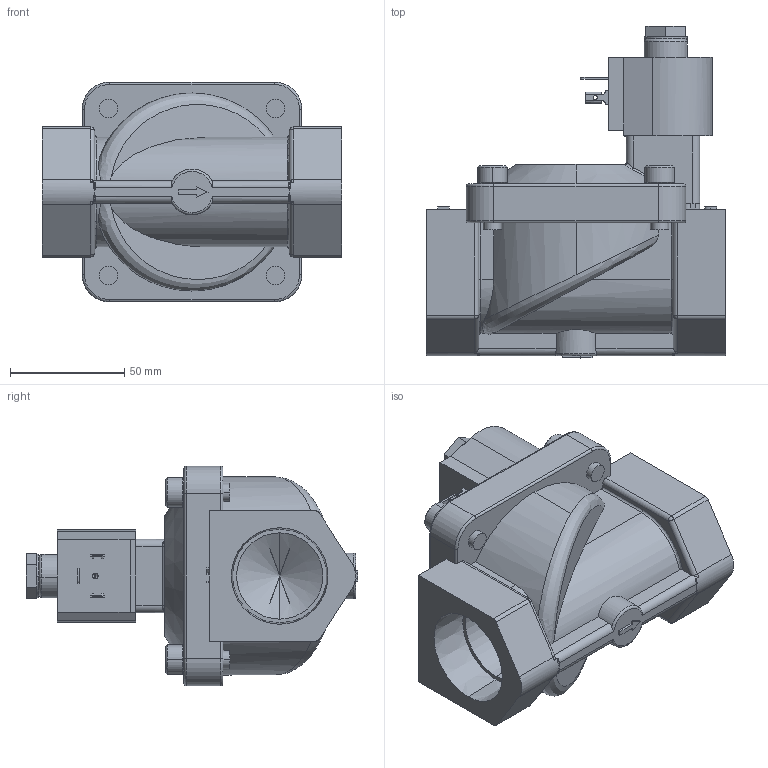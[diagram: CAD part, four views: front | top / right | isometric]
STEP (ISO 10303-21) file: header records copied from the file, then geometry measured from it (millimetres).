
FILE_DESCRIPTION (( 'STEP AP203' ), '1' );
FILE_NAME ('NS712YH16C9GJ2.step', '2025-02-18T15:44:01', ( '' ), ( '' ), 'SwSTEP 2.0', 'SolidWorks 2024', '' );
FILE_SCHEMA (( 'CONFIG_CONTROL_DESIGN' ));
Length unit declared in the file: millimetre
Products named in the file (1): NS712YH16C9GJ2
Bounding box: 131 x 145.01 x 96 mm (x, y, z)
Volume: 569084.4 mm3; surface area: 70719.6 mm2
Topology: 1 solids, 2 shells, 456 faces, 1124 edges, 688 vertices
Faces by surface type: plane 206, cylinder 120, cone 59, bspline 36, torus 31, sphere 4
Entity records: 16235 total; most frequent: CARTESIAN_POINT 5656, ORIENTED_EDGE 2220, DIRECTION 2138, EDGE_CURVE 1110, AXIS2_PLACEMENT_3D 765, VERTEX_POINT 688, VECTOR 608, LINE 608
